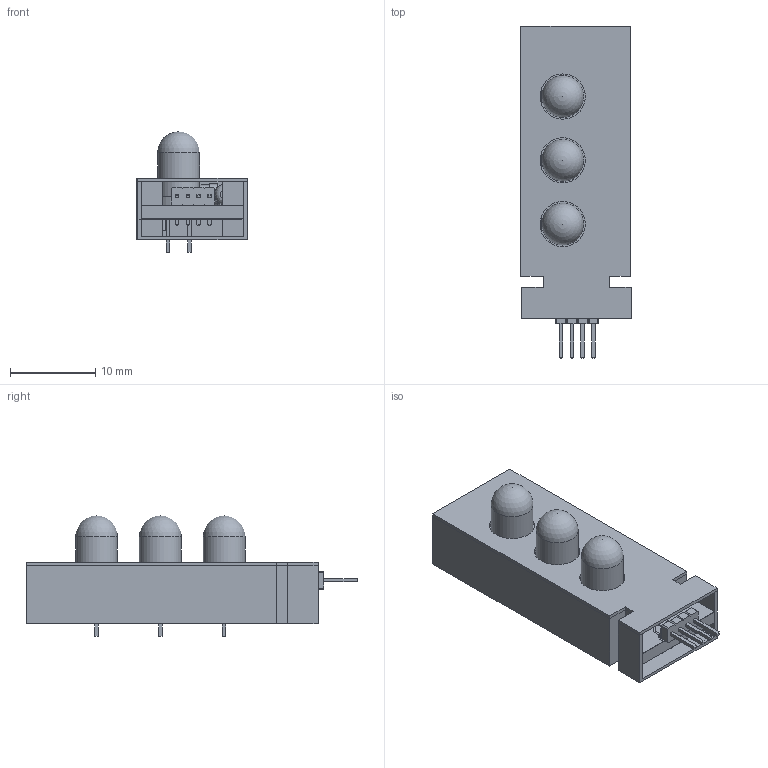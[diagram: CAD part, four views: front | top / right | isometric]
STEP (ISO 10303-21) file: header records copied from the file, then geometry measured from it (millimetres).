
FILE_DESCRIPTION(/* description */ ('KiCad electronic assembly'),/* implementation_level */ '2;1');
FILE_NAME(/* name */ 'Traffic-Light-Mod.step',/* time_stamp */ '2026-01-07T23:58:39Z',/* author */ (''),/* organization */ (''),/* preprocessor_version */ 'ST-DEVELOPER v20.1',/* originating_system */ 'Autodesk Translation Framework v14.21.0.0',/* authorisation */ '');
FILE_SCHEMA (('AUTOMOTIVE_DESIGN { 1 0 10303 214 3 1 1 }'));
Length unit declared in the file: millimetre
Products named in the file (11): Traffic-Light-Mod 1; PinHeader_1x04_P1.27mm_Horizontal; Traffic-Light-Mod_copper; Traffic-Light-Mod_pad; Traffic-Light-Mod_silkscreen; Traffic-Light-Mod_soldermask; Traffic-Light-Mod_soldermask_1; Traffic-Light-Mod_PCB; LED_D5.0mm_Clear; R_Axial_DIN0207_L6.3mm_D2.5mm_P7.62mm_Horizontal; Component10
Assembly tree (14 placements, depth 2):
  Traffic-Light-Mod 1
    LED_D5.0mm_Clear  x3
    R_Axial_DIN0207_L6.3mm_D2.5mm_P7.62mm_Horizontal  x3
    PinHeader_1x04_P1.27mm_Horizontal
    Traffic-Light-Mod_copper
    Traffic-Light-Mod_pad
    Traffic-Light-Mod_silkscreen
    Traffic-Light-Mod_soldermask
    Traffic-Light-Mod_soldermask_1
    Traffic-Light-Mod_PCB
    Component10
Bounding box: 12.9 x 38.87 x 14.1 mm (x, y, z)
Volume: 1753.1 mm3; surface area: 5953.5 mm2
Topology: 67 solids, 84 shells, 638 faces, 1548 edges, 1089 vertices
Faces by surface type: plane 483, cylinder 140, bspline 6, torus 6, sphere 3
Full cylindrical faces by diameter (mm): 0.6 x18, 0.65 x8, 0.75 x18, 0.8 x12, 0.85 x18, 0.9 x12, 1 x6, 1.6 x12, 1.8 x6, 2.25 x3, 2.5 x6, 4.9 x3, 5.3 x3
Entity records: 18344 total; most frequent: CARTESIAN_POINT 3423, DIRECTION 2952, ORIENTED_EDGE 2642, EDGE_CURVE 1427, LINE 1096, VECTOR 1096, VERTEX_POINT 1011, AXIS2_PLACEMENT_3D 928
